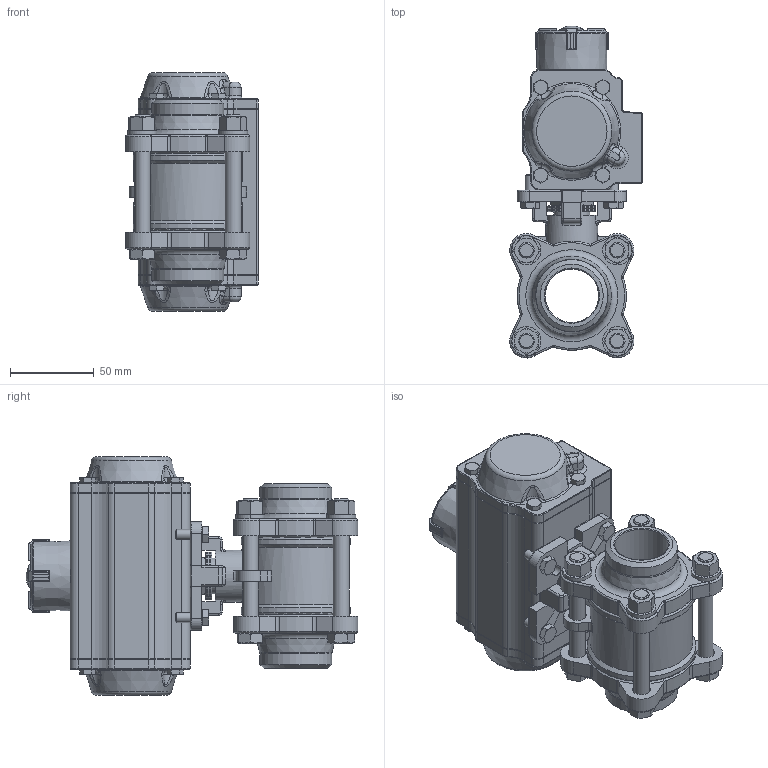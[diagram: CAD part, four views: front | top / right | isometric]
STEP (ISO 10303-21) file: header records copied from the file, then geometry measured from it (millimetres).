
FILE_DESCRIPTION(/* description */ ('Unknown'),/* implementation_level */ '2;1');
FILE_NAME(/* name */ 'DW02 9325-07',/* time_stamp */ '2022-11-08T12:31:05+01:00',/* author */ ('Unknown'),/* organization */ ('Unknown'),/* preprocessor_version */ 'ST-DEVELOPER v16.7',/* originating_system */ 'Solid Edge',/* authorisation */ 'Unknown');
FILE_SCHEMA (('AUTOMOTIVE_DESIGN {1 0 10303 214 3 1 1}'));
Products named in the file (9): DW20-8.122.032; 8.122.032; DW02_FR01_(DW20_FR15); KP-50; cup head square neck bolts grade b gb_GB_FASTENER_BOLT_CHSNBSHB M6X25
-N; ________(___________; _____________; ______; DIN 933 M6x16 A2-70 BLK_EDST
Assembly tree (13 placements, depth 3):
  DW20-8.122.032
    8.122.032
    DW02_FR01_(DW20_FR15)
      KP-50
      cup head square neck bolts grade b gb_GB_FASTENER_BOLT_CHSNBSHB M6X25
-N
      ________(___________  x2
      _____________  x2
      ______
    DIN 933 M6x16 A2-70 BLK_EDST  x4
Bounding box: 79.03 x 197.85 x 142.2 mm (x, y, z)
Volume: 860359.8 mm3; surface area: 135157.4 mm2
Topology: 12 solids, 12 shells, 1786 faces, 4419 edges, 2690 vertices
Faces by surface type: plane 650, cylinder 491, bspline 240, cone 227, torus 168, sphere 10
Full cylindrical faces by diameter (mm): 2.1 x2, 3 x16, 3.3 x8, 4.2 x12, 5 x5, 6 x5, 6.2 x1, 8.8 x2, 9.34 x8, 10 x4, 10.5 x2, 11 x8, 11.7 x1, 13 x1, 13.9 x1, 14.2 x1, 15.9 x1, 17.32 x1, 20 x1, 21.4 x1, 23.5 x1, 24 x1, 28.58 x2, 31 x1, 32 x1, 33 x1, 38.5 x1, 43 x2, 65 x2
Entity records: 72578 total; most frequent: CARTESIAN_POINT 31927, ORIENTED_EDGE 7370, DIRECTION 6878, EDGE_CURVE 3685, AXIS2_PLACEMENT_3D 2630, VERTEX_POINT 2365, FACE_BOUND 1874, EDGE_LOOP 1856
